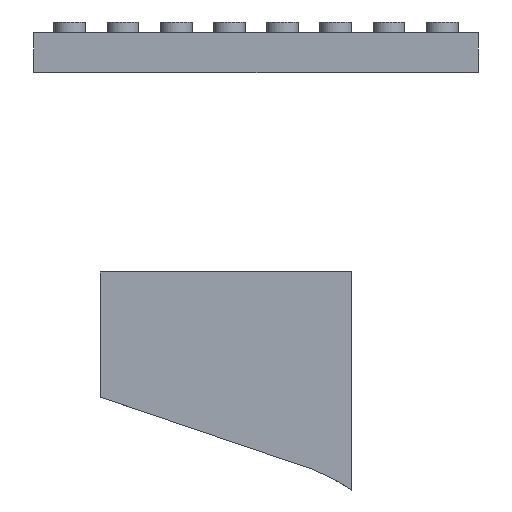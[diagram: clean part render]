
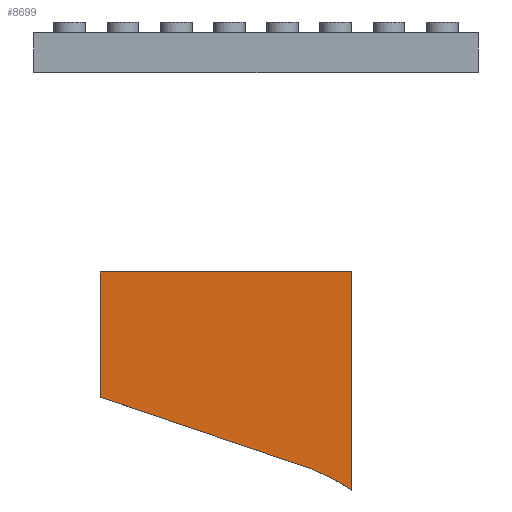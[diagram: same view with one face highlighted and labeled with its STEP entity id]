
A CAD part, left-side view. The second image highlights one B-rep face of the part: STEP entity #8699.
In plain terms, the highlighted planar face has unit normal (-1, 0, 0).
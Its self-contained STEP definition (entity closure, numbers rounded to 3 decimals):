
#609=B_SPLINE_CURVE_WITH_KNOTS('',3,(#14062,#14063,#14064,#14065,#14066,
#14067),.UNSPECIFIED.,.F.,.F.,(4,2,4),(-3.643,-1.713,
-0.053),.UNSPECIFIED.);
#610=B_SPLINE_CURVE_WITH_KNOTS('',3,(#14068,#14069,#14070,#14071,#14072,
#14073),.UNSPECIFIED.,.F.,.F.,(4,2,4),(-0.664,-0.332,
0.),.UNSPECIFIED.);
#657=PLANE('',#9257);
#845=FACE_OUTER_BOUND('',#1385,.T.);
#1385=EDGE_LOOP('',(#6072,#6073,#6074,#6075,#6076));
#2470=LINE('',#13960,#2912);
#2481=LINE('',#14059,#2923);
#2482=LINE('',#14074,#2924);
#2912=VECTOR('',#10494,10.);
#2923=VECTOR('',#10513,10.);
#2924=VECTOR('',#10516,10.);
#4044=VERTEX_POINT('',#13953);
#4046=VERTEX_POINT('',#13959);
#4055=VERTEX_POINT('',#14055);
#4056=VERTEX_POINT('',#14057);
#4057=VERTEX_POINT('',#14061);
#4840=EDGE_CURVE('',#4046,#4044,#2470,.T.);
#4859=EDGE_CURVE('',#4056,#4055,#2481,.T.);
#4860=EDGE_CURVE('',#4057,#4044,#609,.T.);
#4861=EDGE_CURVE('',#4055,#4057,#610,.T.);
#4862=EDGE_CURVE('',#4046,#4056,#2482,.T.);
#6072=ORIENTED_EDGE('',*,*,#4860,.F.);
#6073=ORIENTED_EDGE('',*,*,#4861,.F.);
#6074=ORIENTED_EDGE('',*,*,#4859,.F.);
#6075=ORIENTED_EDGE('',*,*,#4862,.F.);
#6076=ORIENTED_EDGE('',*,*,#4840,.T.);
#8699=ADVANCED_FACE('',(#845),#657,.T.);
#9257=AXIS2_PLACEMENT_3D('',#14060,#10514,#10515);
#10494=DIRECTION('',(0.,0.,-1.));
#10513=DIRECTION('',(0.,0.,-1.));
#10514=DIRECTION('center_axis',(-1.,0.,0.));
#10515=DIRECTION('ref_axis',(0.,1.,0.));
#10516=DIRECTION('',(0.,-1.,0.));
#13953=CARTESIAN_POINT('',(-28.031,-236.204,121.171));
#13959=CARTESIAN_POINT('',(-28.031,-236.204,140.));
#13960=CARTESIAN_POINT('',(-28.031,-236.204,140.));
#14055=CARTESIAN_POINT('',(-28.031,-273.995,107.213));
#14057=CARTESIAN_POINT('',(-28.031,-273.995,140.));
#14059=CARTESIAN_POINT('',(-28.031,-273.995,140.));
#14060=CARTESIAN_POINT('Origin',(-28.031,-273.995,140.));
#14061=CARTESIAN_POINT('',(-28.031,-268.136,110.323));
#14062=CARTESIAN_POINT('Ctrl Pts',(-28.031,-268.136,
110.323));
#14063=CARTESIAN_POINT('Ctrl Pts',(-28.031,-263.366,
112.333));
#14064=CARTESIAN_POINT('Ctrl Pts',(-28.031,-258.117,
114.057));
#14065=CARTESIAN_POINT('Ctrl Pts',(-28.031,-246.731,
117.748));
#14066=CARTESIAN_POINT('Ctrl Pts',(-28.031,-241.468,
119.46));
#14067=CARTESIAN_POINT('Ctrl Pts',(-28.031,-236.204,
121.171));
#14068=CARTESIAN_POINT('Ctrl Pts',(-28.031,-273.995,
107.213));
#14069=CARTESIAN_POINT('Ctrl Pts',(-28.031,-273.084,
107.843));
#14070=CARTESIAN_POINT('Ctrl Pts',(-28.031,-272.128,
108.405));
#14071=CARTESIAN_POINT('Ctrl Pts',(-28.031,-270.166,
109.43));
#14072=CARTESIAN_POINT('Ctrl Pts',(-28.031,-269.156,
109.893));
#14073=CARTESIAN_POINT('Ctrl Pts',(-28.031,-268.136,
110.323));
#14074=CARTESIAN_POINT('',(-28.031,-236.204,140.));
